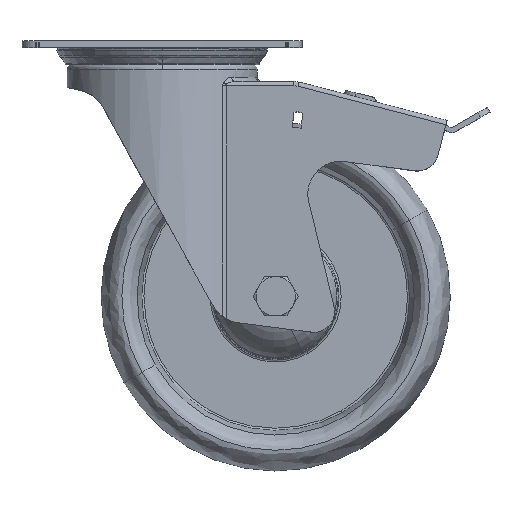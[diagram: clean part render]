
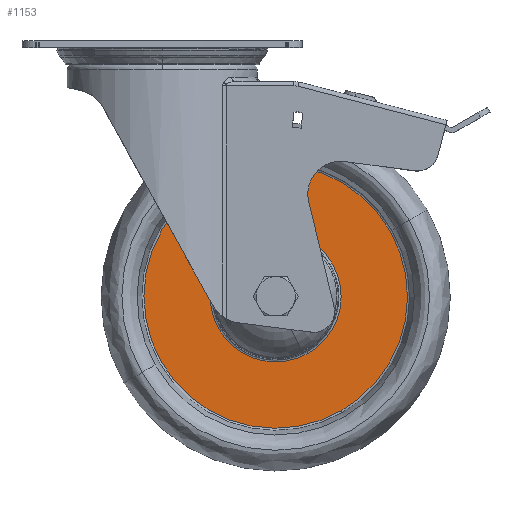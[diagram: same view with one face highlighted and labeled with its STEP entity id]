
A CAD part, top view. The second image highlights one B-rep face of the part: STEP entity #1153.
In plain terms, the highlighted planar face has unit normal (0, 0, 1).
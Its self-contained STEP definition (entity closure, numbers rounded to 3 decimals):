
#420 = AXIS2_PLACEMENT_3D ( 'NONE', #15672, #1700, #8886 ) ;
#563 = CARTESIAN_POINT ( 'NONE',  ( 52., -117., 4.75 ) ) ;
#1153 = ADVANCED_FACE ( 'NONE', ( #5304, #13736 ), #9752, .F. ) ;
#1662 = EDGE_LOOP ( 'NONE', ( #3609, #13473 ) ) ;
#1700 = DIRECTION ( 'NONE',  ( 0., 0., -1. ) ) ;
#1847 = DIRECTION ( 'NONE',  ( 0., 0., -1. ) ) ;
#3410 = AXIS2_PLACEMENT_3D ( 'NONE', #563, #1847, #13209 ) ;
#3491 = CARTESIAN_POINT ( 'NONE',  ( 37.163, -90.929, 4.75 ) ) ;
#3609 = ORIENTED_EDGE ( 'NONE', *, *, #12703, .T. ) ;
#3706 = EDGE_CURVE ( 'NONE', #15869, #15069, #7742, .T. ) ;
#3879 = DIRECTION ( 'NONE',  ( -0.495, 0.869, 0. ) ) ;
#5304 = FACE_OUTER_BOUND ( 'NONE', #9045, .T. ) ;
#5319 = CARTESIAN_POINT ( 'NONE',  ( 66.837, -143.071, 4.75 ) ) ;
#6190 = ORIENTED_EDGE ( 'NONE', *, *, #8616, .F. ) ;
#7742 = CIRCLE ( 'NONE', #420, 29.997 ) ;
#7743 = ORIENTED_EDGE ( 'NONE', *, *, #10583, .F. ) ;
#7846 = VERTEX_POINT ( 'NONE', #9786 ) ;
#8374 = DIRECTION ( 'NONE',  ( 0., 0., -1. ) ) ;
#8506 = DIRECTION ( 'NONE',  ( 0., 0., -1. ) ) ;
#8616 = EDGE_CURVE ( 'NONE', #7846, #9289, #10488, .T. ) ;
#8886 = DIRECTION ( 'NONE',  ( -0.495, 0.869, 0. ) ) ;
#9045 = EDGE_LOOP ( 'NONE', ( #6190, #7743 ) ) ;
#9052 = AXIS2_PLACEMENT_3D ( 'NONE', #11766, #13065, #13136 ) ;
#9289 = VERTEX_POINT ( 'NONE', #11259 ) ;
#9752 = PLANE ( 'NONE',  #13165 ) ;
#9786 = CARTESIAN_POINT ( 'NONE',  ( 22.129, -64.513, 4.75 ) ) ;
#10488 = CIRCLE ( 'NONE', #9052, 60.391 ) ;
#10583 = EDGE_CURVE ( 'NONE', #9289, #7846, #11860, .T. ) ;
#10845 = CARTESIAN_POINT ( 'NONE',  ( 52., -117., 4.75 ) ) ;
#11259 = CARTESIAN_POINT ( 'NONE',  ( 81.871, -169.487, 4.75 ) ) ;
#11305 = DIRECTION ( 'NONE',  ( -0.495, 0.869, 0. ) ) ;
#11766 = CARTESIAN_POINT ( 'NONE',  ( 52., -117., 4.75 ) ) ;
#11860 = CIRCLE ( 'NONE', #12162, 60.391 ) ;
#12162 = AXIS2_PLACEMENT_3D ( 'NONE', #15068, #8374, #3879 ) ;
#12427 = CIRCLE ( 'NONE', #3410, 29.997 ) ;
#12703 = EDGE_CURVE ( 'NONE', #15069, #15869, #12427, .T. ) ;
#13065 = DIRECTION ( 'NONE',  ( 0., 0., -1. ) ) ;
#13136 = DIRECTION ( 'NONE',  ( -0.495, 0.869, 0. ) ) ;
#13165 = AXIS2_PLACEMENT_3D ( 'NONE', #10845, #8506, #11305 ) ;
#13209 = DIRECTION ( 'NONE',  ( -0.495, 0.869, 0. ) ) ;
#13473 = ORIENTED_EDGE ( 'NONE', *, *, #3706, .T. ) ;
#13736 = FACE_BOUND ( 'NONE', #1662, .T. ) ;
#15068 = CARTESIAN_POINT ( 'NONE',  ( 52., -117., 4.75 ) ) ;
#15069 = VERTEX_POINT ( 'NONE', #3491 ) ;
#15672 = CARTESIAN_POINT ( 'NONE',  ( 52., -117., 4.75 ) ) ;
#15869 = VERTEX_POINT ( 'NONE', #5319 ) ;
